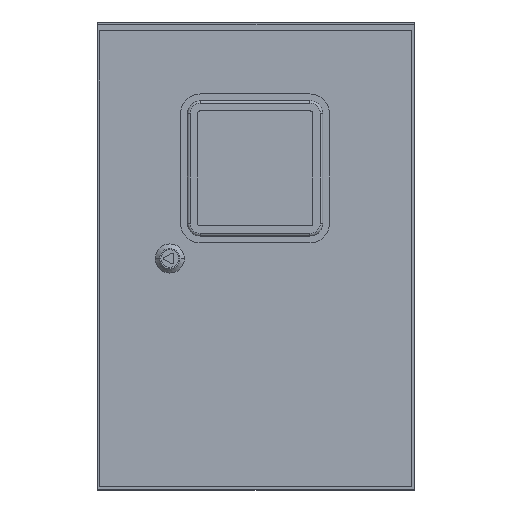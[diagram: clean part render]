
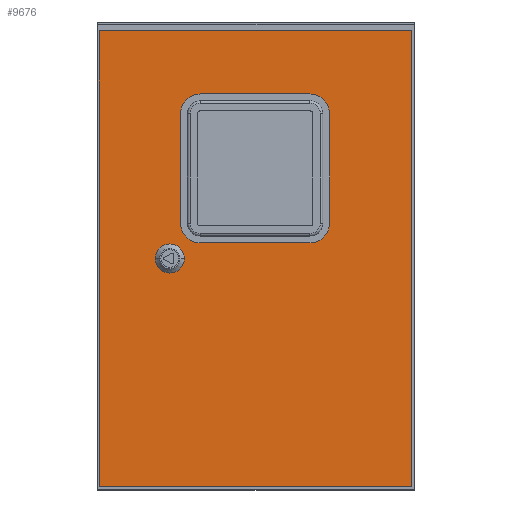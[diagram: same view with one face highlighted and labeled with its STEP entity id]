
A CAD part, top view. The second image highlights one B-rep face of the part: STEP entity #9676.
In plain terms, the highlighted planar face has unit normal (0, 0, 1).
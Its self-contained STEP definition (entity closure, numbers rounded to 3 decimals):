
#149 = CIRCLE ( 'NONE', #2346, 11.5 ) ;
#239 = CARTESIAN_POINT ( 'NONE',  ( 46.75, 24.5, 0. ) ) ;
#261 = EDGE_CURVE ( 'NONE', #7569, #2050, #7470, .T. ) ;
#267 = EDGE_LOOP ( 'NONE', ( #4984, #3660 ) ) ;
#299 = VERTEX_POINT ( 'NONE', #11292 ) ;
#525 = FACE_BOUND ( 'NONE', #267, .T. ) ;
#801 = EDGE_CURVE ( 'NONE', #299, #2807, #8631, .T. ) ;
#915 = VERTEX_POINT ( 'NONE', #2169 ) ;
#1104 = CARTESIAN_POINT ( 'NONE',  ( 0., 0., 0. ) ) ;
#1158 = CARTESIAN_POINT ( 'NONE',  ( -123.5, -180., 0. ) ) ;
#1432 = DIRECTION ( 'NONE',  ( -1., 0., 0. ) ) ;
#1486 = LINE ( 'NONE', #5362, #6609 ) ;
#1518 = VECTOR ( 'NONE', #6341, 1000. ) ;
#1609 = CARTESIAN_POINT ( 'NONE',  ( -56., 0., 0. ) ) ;
#1665 = EDGE_CURVE ( 'NONE', #3450, #8032, #10095, .T. ) ;
#2008 = ORIENTED_EDGE ( 'NONE', *, *, #6384, .T. ) ;
#2050 = VERTEX_POINT ( 'NONE', #239 ) ;
#2169 = CARTESIAN_POINT ( 'NONE',  ( -123.5, 180., 0. ) ) ;
#2211 = CARTESIAN_POINT ( 'NONE',  ( -46.75, 118., 0. ) ) ;
#2215 = EDGE_CURVE ( 'NONE', #10508, #8082, #8881, .T. ) ;
#2309 = CARTESIAN_POINT ( 'NONE',  ( -46.75, 24.5, 0. ) ) ;
#2346 = AXIS2_PLACEMENT_3D ( 'NONE', #2536, #9129, #3487 ) ;
#2400 = FACE_OUTER_BOUND ( 'NONE', #4078, .T. ) ;
#2471 = CARTESIAN_POINT ( 'NONE',  ( 123.5, -180., 0. ) ) ;
#2536 = CARTESIAN_POINT ( 'NONE',  ( -67.5, 0., 0. ) ) ;
#2620 = EDGE_CURVE ( 'NONE', #3757, #10508, #7397, .T. ) ;
#2623 = CARTESIAN_POINT ( 'NONE',  ( -123.5, 180., 0. ) ) ;
#2710 = DIRECTION ( 'NONE',  ( 1., 0., 0. ) ) ;
#2792 = DIRECTION ( 'NONE',  ( -1., 0., 0. ) ) ;
#2807 = VERTEX_POINT ( 'NONE', #2211 ) ;
#2836 = VECTOR ( 'NONE', #7682, 1000. ) ;
#3330 = CARTESIAN_POINT ( 'NONE',  ( -123.5, 180., 0. ) ) ;
#3392 = DIRECTION ( 'NONE',  ( 0., 0., 1. ) ) ;
#3450 = VERTEX_POINT ( 'NONE', #1609 ) ;
#3487 = DIRECTION ( 'NONE',  ( 1., 0., 0. ) ) ;
#3526 = CARTESIAN_POINT ( 'NONE',  ( -46.75, 24.5, 0. ) ) ;
#3650 = CARTESIAN_POINT ( 'NONE',  ( 46.75, 24.5, 0. ) ) ;
#3660 = ORIENTED_EDGE ( 'NONE', *, *, #9430, .F. ) ;
#3757 = VERTEX_POINT ( 'NONE', #5882 ) ;
#3801 = DIRECTION ( 'NONE',  ( 1., 0., 0. ) ) ;
#3893 = CARTESIAN_POINT ( 'NONE',  ( 46.75, 118., 0. ) ) ;
#3987 = EDGE_CURVE ( 'NONE', #915, #3757, #7524, .T. ) ;
#4078 = EDGE_LOOP ( 'NONE', ( #8201, #5643, #8897, #2008 ) ) ;
#4176 = EDGE_LOOP ( 'NONE', ( #5991, #4891, #10615, #6983 ) ) ;
#4891 = ORIENTED_EDGE ( 'NONE', *, *, #261, .F. ) ;
#4984 = ORIENTED_EDGE ( 'NONE', *, *, #1665, .F. ) ;
#4992 = AXIS2_PLACEMENT_3D ( 'NONE', #1104, #7663, #3801 ) ;
#5076 = VECTOR ( 'NONE', #2710, 1000. ) ;
#5245 = DIRECTION ( 'NONE',  ( 0., 1., 0. ) ) ;
#5348 = DIRECTION ( 'NONE',  ( 0., -1., 0. ) ) ;
#5362 = CARTESIAN_POINT ( 'NONE',  ( 46.75, 24.5, 0. ) ) ;
#5643 = ORIENTED_EDGE ( 'NONE', *, *, #2620, .T. ) ;
#5882 = CARTESIAN_POINT ( 'NONE',  ( -123.5, -180., 0. ) ) ;
#5991 = ORIENTED_EDGE ( 'NONE', *, *, #7729, .F. ) ;
#6341 = DIRECTION ( 'NONE',  ( 0., -1., 0. ) ) ;
#6355 = VECTOR ( 'NONE', #1432, 1000. ) ;
#6384 = EDGE_CURVE ( 'NONE', #8082, #915, #9188, .T. ) ;
#6499 = EDGE_CURVE ( 'NONE', #2807, #7569, #9327, .T. ) ;
#6609 = VECTOR ( 'NONE', #7527, 1000. ) ;
#6983 = ORIENTED_EDGE ( 'NONE', *, *, #801, .F. ) ;
#7110 = VECTOR ( 'NONE', #5245, 1000. ) ;
#7397 = LINE ( 'NONE', #1158, #2836 ) ;
#7470 = LINE ( 'NONE', #3650, #5076 ) ;
#7524 = LINE ( 'NONE', #2623, #10620 ) ;
#7527 = DIRECTION ( 'NONE',  ( 0., 1., 0. ) ) ;
#7569 = VERTEX_POINT ( 'NONE', #2309 ) ;
#7663 = DIRECTION ( 'NONE',  ( 0., 0., 1. ) ) ;
#7682 = DIRECTION ( 'NONE',  ( 1., 0., 0. ) ) ;
#7729 = EDGE_CURVE ( 'NONE', #2050, #299, #1486, .T. ) ;
#7945 = CARTESIAN_POINT ( 'NONE',  ( 123.5, 180., 0. ) ) ;
#8032 = VERTEX_POINT ( 'NONE', #10858 ) ;
#8036 = VECTOR ( 'NONE', #2792, 1000. ) ;
#8082 = VERTEX_POINT ( 'NONE', #9874 ) ;
#8201 = ORIENTED_EDGE ( 'NONE', *, *, #3987, .T. ) ;
#8631 = LINE ( 'NONE', #3893, #8036 ) ;
#8881 = LINE ( 'NONE', #7945, #7110 ) ;
#8897 = ORIENTED_EDGE ( 'NONE', *, *, #2215, .T. ) ;
#9035 = CARTESIAN_POINT ( 'NONE',  ( -67.5, 0., 0. ) ) ;
#9129 = DIRECTION ( 'NONE',  ( 0., 0., 1. ) ) ;
#9188 = LINE ( 'NONE', #3330, #6355 ) ;
#9327 = LINE ( 'NONE', #3526, #1518 ) ;
#9430 = EDGE_CURVE ( 'NONE', #8032, #3450, #149, .T. ) ;
#9676 = ADVANCED_FACE ( 'NONE', ( #10668, #525, #2400 ), #11396, .T. ) ;
#9874 = CARTESIAN_POINT ( 'NONE',  ( 123.5, 180., 0. ) ) ;
#10095 = CIRCLE ( 'NONE', #10166, 11.5 ) ;
#10166 = AXIS2_PLACEMENT_3D ( 'NONE', #9035, #3392, #10760 ) ;
#10508 = VERTEX_POINT ( 'NONE', #2471 ) ;
#10615 = ORIENTED_EDGE ( 'NONE', *, *, #6499, .F. ) ;
#10620 = VECTOR ( 'NONE', #5348, 1000. ) ;
#10668 = FACE_BOUND ( 'NONE', #4176, .T. ) ;
#10760 = DIRECTION ( 'NONE',  ( 1., 0., 0. ) ) ;
#10858 = CARTESIAN_POINT ( 'NONE',  ( -79., 0., 0. ) ) ;
#11292 = CARTESIAN_POINT ( 'NONE',  ( 46.75, 118., 0. ) ) ;
#11396 = PLANE ( 'NONE',  #4992 ) ;
